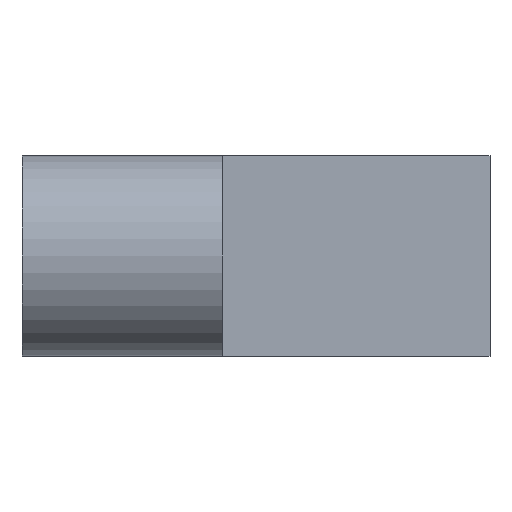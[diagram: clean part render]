
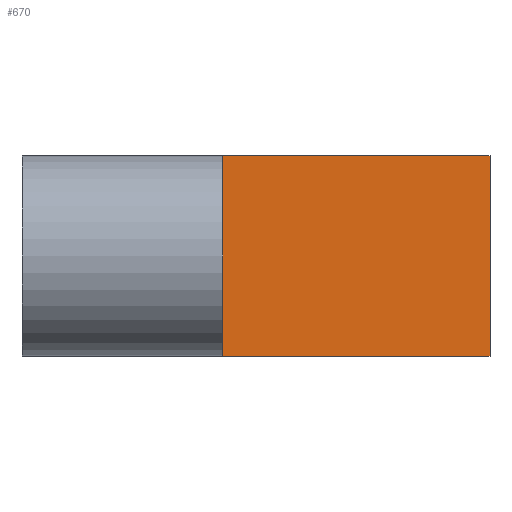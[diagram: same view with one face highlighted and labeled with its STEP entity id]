
A CAD part, front view. The second image highlights one B-rep face of the part: STEP entity #670.
In plain terms, the highlighted planar face has unit normal (0, -1, 0).
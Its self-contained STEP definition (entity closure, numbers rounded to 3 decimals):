
#83 = PLANE('',#84);
#84 = AXIS2_PLACEMENT_3D('',#85,#86,#87);
#85 = CARTESIAN_POINT('',(-4.,13.,6.));
#86 = DIRECTION('',(0.,0.,1.));
#87 = DIRECTION('',(1.,0.,0.));
#111 = PLANE('',#112);
#112 = AXIS2_PLACEMENT_3D('',#113,#114,#115);
#113 = CARTESIAN_POINT('',(4.,13.,0.));
#114 = DIRECTION('',(1.,0.,0.));
#115 = DIRECTION('',(0.,-1.,0.));
#137 = PLANE('',#138);
#138 = AXIS2_PLACEMENT_3D('',#139,#140,#141);
#139 = CARTESIAN_POINT('',(-4.,13.,0.));
#140 = DIRECTION('',(0.,0.,1.));
#141 = DIRECTION('',(1.,0.,0.));
#231 = VERTEX_POINT('',#232);
#232 = CARTESIAN_POINT('',(4.,-13.,6.));
#253 = EDGE_CURVE('',#254,#231,#256,.T.);
#254 = VERTEX_POINT('',#255);
#255 = CARTESIAN_POINT('',(4.,-13.,0.));
#256 = SURFACE_CURVE('',#257,(#261,#268),.PCURVE_S1.);
#257 = LINE('',#258,#259);
#258 = CARTESIAN_POINT('',(4.,-13.,0.));
#259 = VECTOR('',#260,1.);
#260 = DIRECTION('',(0.,0.,1.));
#261 = PCURVE('',#111,#262);
#262 = DEFINITIONAL_REPRESENTATION('',(#263),#267);
#263 = LINE('',#264,#265);
#264 = CARTESIAN_POINT('',(26.,0.));
#265 = VECTOR('',#266,1.);
#266 = DIRECTION('',(0.,-1.));
#267 = ( GEOMETRIC_REPRESENTATION_CONTEXT(2) 
PARAMETRIC_REPRESENTATION_CONTEXT() REPRESENTATION_CONTEXT('2D SPACE',''
  ) );
#268 = PCURVE('',#269,#274);
#269 = PLANE('',#270);
#270 = AXIS2_PLACEMENT_3D('',#271,#272,#273);
#271 = CARTESIAN_POINT('',(4.,-13.,0.));
#272 = DIRECTION('',(0.,-1.,0.));
#273 = DIRECTION('',(-1.,0.,0.));
#274 = DEFINITIONAL_REPRESENTATION('',(#275),#279);
#275 = LINE('',#276,#277);
#276 = CARTESIAN_POINT('',(0.,-0.));
#277 = VECTOR('',#278,1.);
#278 = DIRECTION('',(0.,-1.));
#279 = ( GEOMETRIC_REPRESENTATION_CONTEXT(2) 
PARAMETRIC_REPRESENTATION_CONTEXT() REPRESENTATION_CONTEXT('2D SPACE',''
  ) );
#343 = VERTEX_POINT('',#344);
#344 = CARTESIAN_POINT('',(-4.,-13.,0.));
#358 = PLANE('',#359);
#359 = AXIS2_PLACEMENT_3D('',#360,#361,#362);
#360 = CARTESIAN_POINT('',(-4.,-13.,0.));
#361 = DIRECTION('',(-1.,0.,0.));
#362 = DIRECTION('',(0.,1.,0.));
#370 = EDGE_CURVE('',#254,#343,#371,.T.);
#371 = SURFACE_CURVE('',#372,(#376,#383),.PCURVE_S1.);
#372 = LINE('',#373,#374);
#373 = CARTESIAN_POINT('',(4.,-13.,0.));
#374 = VECTOR('',#375,1.);
#375 = DIRECTION('',(-1.,0.,0.));
#376 = PCURVE('',#137,#377);
#377 = DEFINITIONAL_REPRESENTATION('',(#378),#382);
#378 = LINE('',#379,#380);
#379 = CARTESIAN_POINT('',(8.,-26.));
#380 = VECTOR('',#381,1.);
#381 = DIRECTION('',(-1.,0.));
#382 = ( GEOMETRIC_REPRESENTATION_CONTEXT(2) 
PARAMETRIC_REPRESENTATION_CONTEXT() REPRESENTATION_CONTEXT('2D SPACE',''
  ) );
#383 = PCURVE('',#269,#384);
#384 = DEFINITIONAL_REPRESENTATION('',(#385),#389);
#385 = LINE('',#386,#387);
#386 = CARTESIAN_POINT('',(0.,-0.));
#387 = VECTOR('',#388,1.);
#388 = DIRECTION('',(1.,0.));
#389 = ( GEOMETRIC_REPRESENTATION_CONTEXT(2) 
PARAMETRIC_REPRESENTATION_CONTEXT() REPRESENTATION_CONTEXT('2D SPACE',''
  ) );
#460 = VERTEX_POINT('',#461);
#461 = CARTESIAN_POINT('',(-4.,-13.,6.));
#482 = EDGE_CURVE('',#231,#460,#483,.T.);
#483 = SURFACE_CURVE('',#484,(#488,#495),.PCURVE_S1.);
#484 = LINE('',#485,#486);
#485 = CARTESIAN_POINT('',(4.,-13.,6.));
#486 = VECTOR('',#487,1.);
#487 = DIRECTION('',(-1.,0.,0.));
#488 = PCURVE('',#83,#489);
#489 = DEFINITIONAL_REPRESENTATION('',(#490),#494);
#490 = LINE('',#491,#492);
#491 = CARTESIAN_POINT('',(8.,-26.));
#492 = VECTOR('',#493,1.);
#493 = DIRECTION('',(-1.,0.));
#494 = ( GEOMETRIC_REPRESENTATION_CONTEXT(2) 
PARAMETRIC_REPRESENTATION_CONTEXT() REPRESENTATION_CONTEXT('2D SPACE',''
  ) );
#495 = PCURVE('',#269,#496);
#496 = DEFINITIONAL_REPRESENTATION('',(#497),#501);
#497 = LINE('',#498,#499);
#498 = CARTESIAN_POINT('',(0.,-6.));
#499 = VECTOR('',#500,1.);
#500 = DIRECTION('',(1.,0.));
#501 = ( GEOMETRIC_REPRESENTATION_CONTEXT(2) 
PARAMETRIC_REPRESENTATION_CONTEXT() REPRESENTATION_CONTEXT('2D SPACE',''
  ) );
#670 = ADVANCED_FACE('',(#671),#269,.T.);
#671 = FACE_BOUND('',#672,.T.);
#672 = EDGE_LOOP('',(#673,#674,#675,#696));
#673 = ORIENTED_EDGE('',*,*,#253,.T.);
#674 = ORIENTED_EDGE('',*,*,#482,.T.);
#675 = ORIENTED_EDGE('',*,*,#676,.F.);
#676 = EDGE_CURVE('',#343,#460,#677,.T.);
#677 = SURFACE_CURVE('',#678,(#682,#689),.PCURVE_S1.);
#678 = LINE('',#679,#680);
#679 = CARTESIAN_POINT('',(-4.,-13.,0.));
#680 = VECTOR('',#681,1.);
#681 = DIRECTION('',(0.,0.,1.));
#682 = PCURVE('',#269,#683);
#683 = DEFINITIONAL_REPRESENTATION('',(#684),#688);
#684 = LINE('',#685,#686);
#685 = CARTESIAN_POINT('',(8.,0.));
#686 = VECTOR('',#687,1.);
#687 = DIRECTION('',(0.,-1.));
#688 = ( GEOMETRIC_REPRESENTATION_CONTEXT(2) 
PARAMETRIC_REPRESENTATION_CONTEXT() REPRESENTATION_CONTEXT('2D SPACE',''
  ) );
#689 = PCURVE('',#358,#690);
#690 = DEFINITIONAL_REPRESENTATION('',(#691),#695);
#691 = LINE('',#692,#693);
#692 = CARTESIAN_POINT('',(0.,0.));
#693 = VECTOR('',#694,1.);
#694 = DIRECTION('',(0.,-1.));
#695 = ( GEOMETRIC_REPRESENTATION_CONTEXT(2) 
PARAMETRIC_REPRESENTATION_CONTEXT() REPRESENTATION_CONTEXT('2D SPACE',''
  ) );
#696 = ORIENTED_EDGE('',*,*,#370,.F.);
